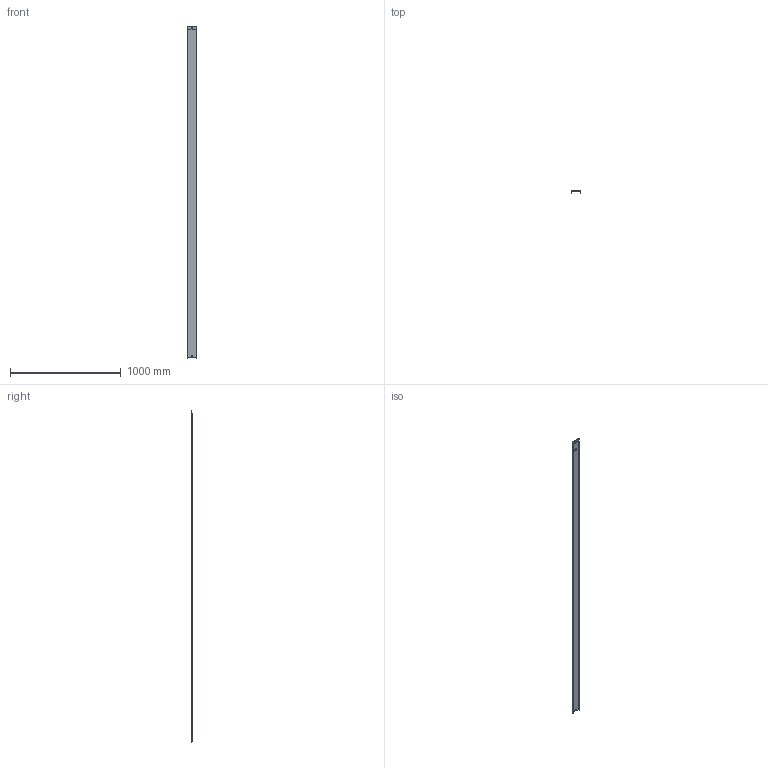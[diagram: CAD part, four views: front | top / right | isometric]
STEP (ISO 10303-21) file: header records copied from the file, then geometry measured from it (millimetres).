
FILE_DESCRIPTION (( 'STEP AP214' ), '1' );
FILE_NAME ('CLP1K-080-100-3_Êðûøêà íà ëîòîê îñí. 80-1,0ìì IEK.STEP', '2020-07-11T10:30:30', ( 'Igoran' ), ( '' ), 'SwSTEP 2.0', 'SolidWorks 2017', '' );
FILE_SCHEMA (( 'AUTOMOTIVE_DESIGN' ));
Length unit declared in the file: millimetre
Products named in the file (1): CLP1K-080-100-3_Êðûøêà íà ëîòîê îñí. 80-1,0ìì IEK
Bounding box: 85 x 17.94 x 3000 mm (x, y, z)
Volume: 342530.5 mm3; surface area: 691267.8 mm2
Topology: 1 solids, 1 shells, 187 faces, 457 edges, 282 vertices
Faces by surface type: plane 99, cylinder 37, torus 22, bspline 21, cone 8
Entity records: 8029 total; most frequent: CARTESIAN_POINT 3682, ORIENTED_EDGE 914, DIRECTION 861, EDGE_CURVE 457, AXIS2_PLACEMENT_3D 293, VERTEX_POINT 282, VECTOR 275, LINE 275
